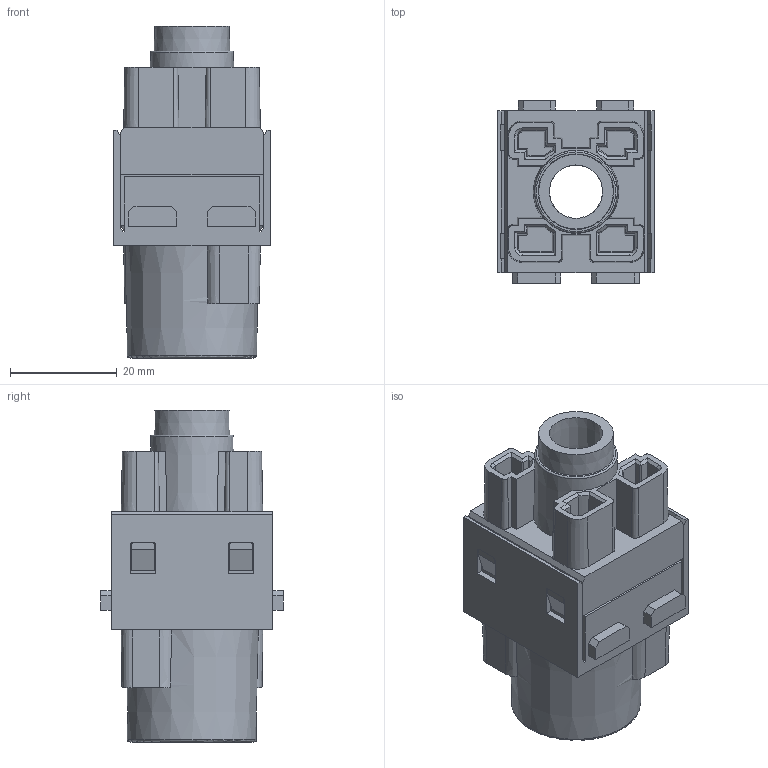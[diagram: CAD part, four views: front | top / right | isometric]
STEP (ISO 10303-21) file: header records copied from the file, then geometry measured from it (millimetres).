
FILE_DESCRIPTION(/* description */ (''),/* implementation_level */ '2;1');
FILE_NAME(/* name */ '3D_1290010200510_H2MK300-001-FC_V1.0_stp.stp',/* time_stamp */ '2023-03-23T17:06:10+08:00',/* author */ (''),/* organization */ (''),/* preprocessor_version */ 'ST-DEVELOPER v18.1',/* originating_system */ 'SIEMENS PLM Software NX 1980',/* authorisation */ '');
FILE_SCHEMA (('AP203_CONFIGURATION_CONTROLLED_3D_DESIGN_OF_MECHANICAL_PARTS_AND_ASSEMBLIES_MIM_LF { 1 0 10303 403 2 1 2}'));
Length unit declared in the file: millimetre
Products named in the file (1): ylga10049908y7uw
Bounding box: 29.3 x 34.2 x 62.2 mm (x, y, z)
Volume: 16369.6 mm3; surface area: 19082.8 mm2
Topology: 1 solids, 1 shells, 400 faces, 1098 edges, 711 vertices
Faces by surface type: plane 277, cone 54, cylinder 53, torus 10, bspline 4, sphere 2
Full cylindrical faces by diameter (mm): 18.2 x1, 21.2 x1, 22.3 x1
Entity records: 15546 total; most frequent: CARTESIAN_POINT 2513, ORIENTED_EDGE 2162, DIRECTION 2030, EDGE_CURVE 1081, LINE 772, VECTOR 772, VERTEX_POINT 707, AXIS2_PLACEMENT_3D 629
